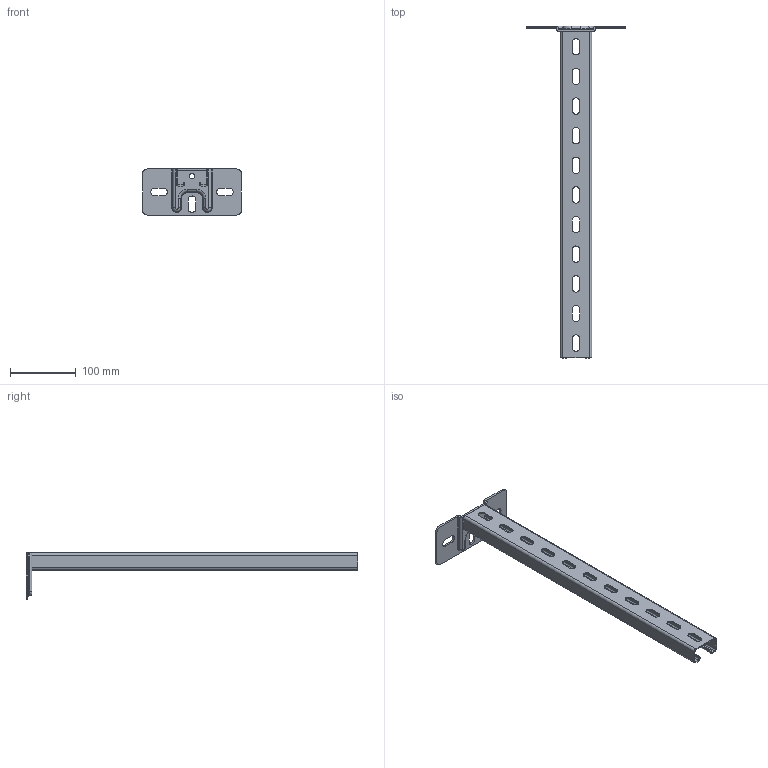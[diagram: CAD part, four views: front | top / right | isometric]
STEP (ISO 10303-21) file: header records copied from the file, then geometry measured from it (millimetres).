
FILE_DESCRIPTION (( 'STEP AP203' ), '1' );
FILE_NAME ('10-02-1493.STEP', '2013-05-02T11:56:43', ( 'asennus' ), ( '' ), 'SwSTEP 2.0', 'SolidWorks 2013', '' );
FILE_SCHEMA (( 'CONFIG_CONTROL_DESIGN' ));
Length unit declared in the file: millimetre
Products named in the file (1): 10-02-1493
Bounding box: 150 x 504 x 70 mm (x, y, z)
Volume: 143015.1 mm3; surface area: 138332.8 mm2
Topology: 2 solids, 2 shells, 191 faces, 481 edges, 294 vertices
Faces by surface type: plane 88, cylinder 87, torus 16
Entity records: 5820 total; most frequent: DIRECTION 1055, CARTESIAN_POINT 967, ORIENTED_EDGE 962, EDGE_CURVE 481, AXIS2_PLACEMENT_3D 382, VERTEX_POINT 294, VECTOR 291, LINE 291
